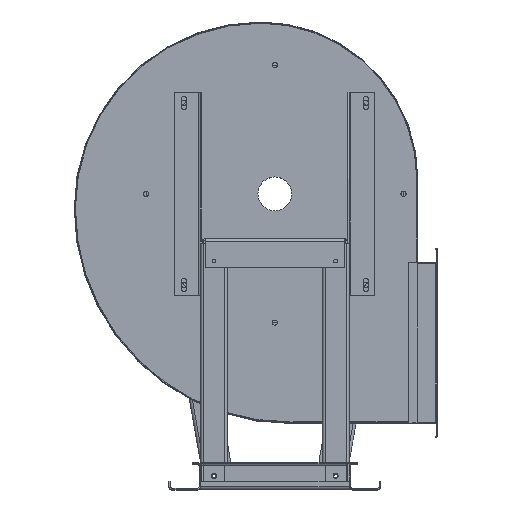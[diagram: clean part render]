
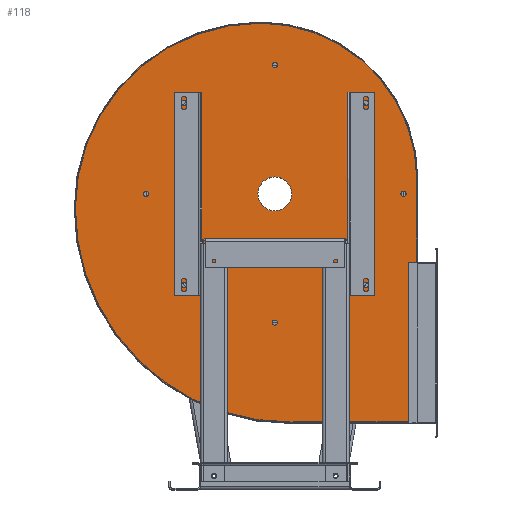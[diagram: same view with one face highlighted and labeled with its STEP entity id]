
A CAD part, top view. The second image highlights one B-rep face of the part: STEP entity #118.
In plain terms, the highlighted planar face has unit normal (0, 0, 1).
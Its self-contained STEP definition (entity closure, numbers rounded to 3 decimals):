
#118=ADVANCED_FACE('',(#9468,#9470,#9472,#9474,#9476,#9478,#9480,#9482,#9484,#9486),
#9488,.F.);
#9468=FACE_BOUND('',#9469,.T.);
#9469=EDGE_LOOP('',(#20435,#20436,#20437,#20438,#20439,#20440,#20441));
#9470=FACE_BOUND('',#9471,.T.);
#9471=EDGE_LOOP('',(#20442));
#9472=FACE_BOUND('',#9473,.T.);
#9473=EDGE_LOOP('',(#20443));
#9474=FACE_BOUND('',#9475,.T.);
#9475=EDGE_LOOP('',(#20444));
#9476=FACE_BOUND('',#9477,.T.);
#9477=EDGE_LOOP('',(#20445));
#9478=FACE_BOUND('',#9479,.T.);
#9479=EDGE_LOOP('',(#20446));
#9480=FACE_BOUND('',#9481,.T.);
#9481=EDGE_LOOP('',(#20447));
#9482=FACE_BOUND('',#9483,.T.);
#9483=EDGE_LOOP('',(#20448));
#9484=FACE_BOUND('',#9485,.T.);
#9485=EDGE_LOOP('',(#20449));
#9486=FACE_BOUND('',#9487,.T.);
#9487=EDGE_LOOP('',(#20450));
#9488=PLANE('',#9489);
#9489=AXIS2_PLACEMENT_3D('',#9490,#9491,#9492);
#9490=CARTESIAN_POINT('',(-0.,0.,0.));
#9491=DIRECTION('',(0.,0.,-1.));
#9492=DIRECTION('',(0.,-1.,0.));
#20435=ORIENTED_EDGE('',*,*,#29931,.F.);
#20436=ORIENTED_EDGE('',*,*,#29925,.F.);
#20437=ORIENTED_EDGE('',*,*,#29932,.F.);
#20438=ORIENTED_EDGE('',*,*,#29933,.F.);
#20439=ORIENTED_EDGE('',*,*,#29934,.F.);
#20440=ORIENTED_EDGE('',*,*,#29927,.F.);
#20441=ORIENTED_EDGE('',*,*,#29935,.F.);
#20442=ORIENTED_EDGE('',*,*,#29936,.T.);
#20443=ORIENTED_EDGE('',*,*,#29937,.T.);
#20444=ORIENTED_EDGE('',*,*,#29938,.T.);
#20445=ORIENTED_EDGE('',*,*,#29939,.T.);
#20446=ORIENTED_EDGE('',*,*,#29940,.T.);
#20447=ORIENTED_EDGE('',*,*,#29941,.T.);
#20448=ORIENTED_EDGE('',*,*,#29942,.T.);
#20449=ORIENTED_EDGE('',*,*,#29943,.T.);
#20450=ORIENTED_EDGE('',*,*,#29944,.T.);
#29925=EDGE_CURVE('',#34131,#34123,#34133,.T.);
#29927=EDGE_CURVE('',#34134,#34137,#34138,.T.);
#29931=EDGE_CURVE('',#34123,#34144,#34145,.F.);
#29932=EDGE_CURVE('',#34146,#34131,#34147,.T.);
#29933=EDGE_CURVE('',#34148,#34146,#34149,.T.);
#29934=EDGE_CURVE('',#34137,#34148,#34150,.T.);
#29935=EDGE_CURVE('',#34144,#34134,#34151,.F.);
#29936=EDGE_CURVE('',#34152,#34152,#34153,.T.);
#29937=EDGE_CURVE('',#34154,#34154,#34155,.T.);
#29938=EDGE_CURVE('',#34156,#34156,#34157,.T.);
#29939=EDGE_CURVE('',#34158,#34158,#34159,.T.);
#29940=EDGE_CURVE('',#34160,#34160,#34161,.T.);
#29941=EDGE_CURVE('',#34162,#34162,#34163,.T.);
#29942=EDGE_CURVE('',#34164,#34164,#34165,.T.);
#29943=EDGE_CURVE('',#34166,#34166,#34167,.T.);
#29944=EDGE_CURVE('',#34168,#34168,#34169,.T.);
#34123=VERTEX_POINT('',#39133);
#34131=VERTEX_POINT('',#39149);
#34133=LINE('',#39153,#39154);
#34134=VERTEX_POINT('',#39156);
#34137=VERTEX_POINT('',#39161);
#34138=LINE('',#39162,#39163);
#34144=VERTEX_POINT('',#39176);
#34145=LINE('',#39177,#39178);
#34146=VERTEX_POINT('',#39180);
#34147=CIRCLE('',#39181,349.64);
#34148=VERTEX_POINT('',#39185);
#34149=CIRCLE('',#39186,413.39);
#34150=CIRCLE('',#39190,477.14);
#34151=LINE('',#39194,#39195);
#34152=VERTEX_POINT('',#39197);
#34153=CIRCLE('',#39198,5.65);
#34154=VERTEX_POINT('',#39202);
#34155=CIRCLE('',#39203,5.65);
#34156=VERTEX_POINT('',#39207);
#34157=CIRCLE('',#39208,5.65);
#34158=VERTEX_POINT('',#39212);
#34159=CIRCLE('',#39213,5.65);
#34160=VERTEX_POINT('',#39217);
#34161=CIRCLE('',#39218,5.65);
#34162=VERTEX_POINT('',#39222);
#34163=CIRCLE('',#39223,5.65);
#34164=VERTEX_POINT('',#39227);
#34165=CIRCLE('',#39228,5.65);
#34166=VERTEX_POINT('',#39232);
#34167=CIRCLE('',#39233,5.65);
#34168=VERTEX_POINT('',#39237);
#34169=CIRCLE('',#39238,37.5);
#39133=CARTESIAN_POINT('',(317.788,-152.107,0.));
#39149=CARTESIAN_POINT('',(317.765,31.338,0.));
#39153=CARTESIAN_POINT('',(317.765,31.338,0.));
#39154=VECTOR('',#39155,1.);
#39155=DIRECTION('',(0.,-1.,0.));
#39156=CARTESIAN_POINT('',(296.783,-509.005,0.));
#39161=CARTESIAN_POINT('',(34.969,-509.005,0.));
#39162=CARTESIAN_POINT('',(296.783,-509.005,0.));
#39163=VECTOR('',#39164,1.);
#39164=DIRECTION('',(-1.,0.,0.));
#39176=CARTESIAN_POINT('',(296.783,-152.107,0.));
#39177=CARTESIAN_POINT('',(296.783,-152.107,0.));
#39178=VECTOR('',#39179,1.);
#39179=DIRECTION('',(1.,0.,0.));
#39180=CARTESIAN_POINT('',(-31.875,381.515,0.));
#39181=AXIS2_PLACEMENT_3D('',#39182,#39183,#39184);
#39182=CARTESIAN_POINT('',(-31.875,31.875,0.));
#39183=DIRECTION('',(0.,0.,-1.));
#39184=DIRECTION('',(0.,1.,0.));
#39185=CARTESIAN_POINT('',(-445.265,-31.875,0.));
#39186=AXIS2_PLACEMENT_3D('',#39187,#39188,#39189);
#39187=CARTESIAN_POINT('',(-31.875,-31.875,0.));
#39188=DIRECTION('',(0.,0.,-1.));
#39189=DIRECTION('',(-1.,0.,0.));
#39190=AXIS2_PLACEMENT_3D('',#39191,#39192,#39193);
#39191=CARTESIAN_POINT('',(31.875,-31.875,0.));
#39192=DIRECTION('',(0.,0.,-1.));
#39193=DIRECTION('',(0.006,-1.,0.));
#39194=CARTESIAN_POINT('',(296.783,-509.005,0.));
#39195=VECTOR('',#39196,1.);
#39196=DIRECTION('',(0.,1.,0.));
#39197=CARTESIAN_POINT('',(285.681,-5.65,0.));
#39198=AXIS2_PLACEMENT_3D('',#39199,#39200,#39201);
#39199=CARTESIAN_POINT('',(285.681,0.,0.));
#39200=DIRECTION('',(0.,0.,-1.));
#39201=DIRECTION('',(0.,-1.,0.));
#39202=CARTESIAN_POINT('',(0.,-291.331,0.));
#39203=AXIS2_PLACEMENT_3D('',#39204,#39205,#39206);
#39204=CARTESIAN_POINT('',(0.,-285.681,0.));
#39205=DIRECTION('',(0.,0.,-1.));
#39206=DIRECTION('',(0.,-1.,0.));
#39207=CARTESIAN_POINT('',(-285.681,-5.65,0.));
#39208=AXIS2_PLACEMENT_3D('',#39209,#39210,#39211);
#39209=CARTESIAN_POINT('',(-285.681,0.,0.));
#39210=DIRECTION('',(0.,0.,-1.));
#39211=DIRECTION('',(0.,-1.,0.));
#39212=CARTESIAN_POINT('',(0.,280.031,0.));
#39213=AXIS2_PLACEMENT_3D('',#39214,#39215,#39216);
#39214=CARTESIAN_POINT('',(0.,285.681,0.));
#39215=DIRECTION('',(0.,0.,-1.));
#39216=DIRECTION('',(0.,-1.,0.));
#39217=CARTESIAN_POINT('',(202.007,-207.657,0.));
#39218=AXIS2_PLACEMENT_3D('',#39219,#39220,#39221);
#39219=CARTESIAN_POINT('',(202.007,-202.007,0.));
#39220=DIRECTION('',(0.,0.,-1.));
#39221=DIRECTION('',(0.,-1.,0.));
#39222=CARTESIAN_POINT('',(-202.007,-207.657,0.));
#39223=AXIS2_PLACEMENT_3D('',#39224,#39225,#39226);
#39224=CARTESIAN_POINT('',(-202.007,-202.007,0.));
#39225=DIRECTION('',(0.,0.,-1.));
#39226=DIRECTION('',(0.,-1.,0.));
#39227=CARTESIAN_POINT('',(-202.007,196.357,0.));
#39228=AXIS2_PLACEMENT_3D('',#39229,#39230,#39231);
#39229=CARTESIAN_POINT('',(-202.007,202.007,0.));
#39230=DIRECTION('',(0.,0.,-1.));
#39231=DIRECTION('',(0.,-1.,0.));
#39232=CARTESIAN_POINT('',(202.007,196.357,0.));
#39233=AXIS2_PLACEMENT_3D('',#39234,#39235,#39236);
#39234=CARTESIAN_POINT('',(202.007,202.007,0.));
#39235=DIRECTION('',(0.,0.,-1.));
#39236=DIRECTION('',(0.,-1.,0.));
#39237=CARTESIAN_POINT('',(0.,-37.5,0.));
#39238=AXIS2_PLACEMENT_3D('',#39239,#39240,#39241);
#39239=CARTESIAN_POINT('',(-0.,0.,0.));
#39240=DIRECTION('',(0.,0.,-1.));
#39241=DIRECTION('',(0.,-1.,0.));
